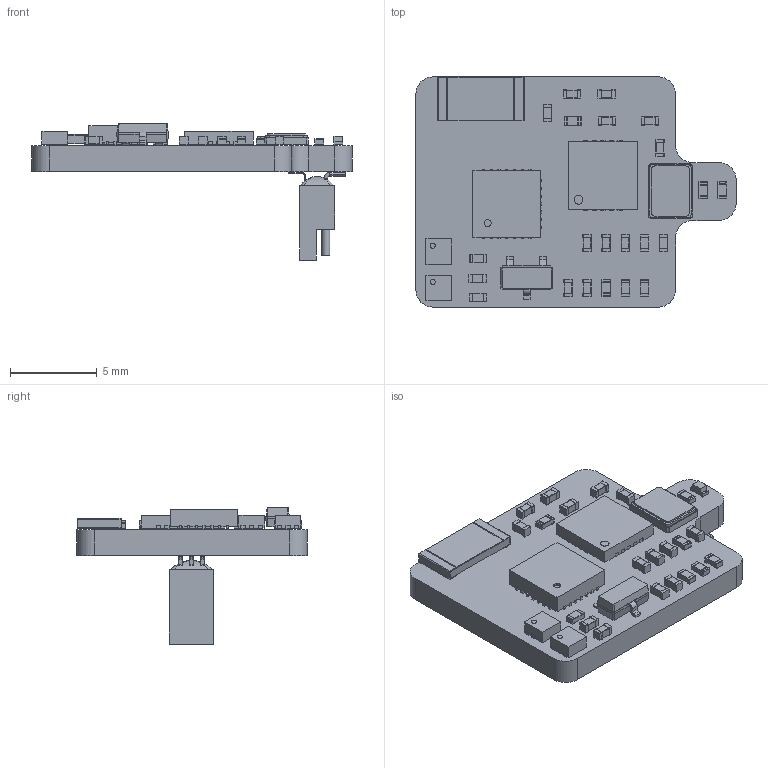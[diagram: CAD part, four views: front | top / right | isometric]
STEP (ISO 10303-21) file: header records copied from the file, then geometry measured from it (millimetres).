
FILE_DESCRIPTION(('KiCad electronic assembly'),'2;1');
FILE_NAME('dg_main_block.step','2020-11-24T13:58:38',('An Author'),( 'A Company'),'Open CASCADE STEP processor 6.9', 'KiCad to STEP converter','Unknown');
FILE_SCHEMA(('AUTOMOTIVE_DESIGN { 1 0 10303 214 1 1 1 1 }'));
Length unit declared in the file: millimetre
Products named in the file (24): Open CASCADE STEP translator 6.9 1; C_0402_1005Metric; SOLID; R_0402_1005Metric; LED_0402_1005Metric; A79607-001; R_2010_5025Metric; QFN-28-1EP_4x4mm_P0.45mm_EP2.4x2.4mm; SOT-23; WSON-6_1.5x1.5mm_P0.5mm; QFN-20-1EP_4x4mm_P0.5mm_EP2.5x2.5mm; Crystal_SMD_3225-4Pin_3.2x2.5mm; L_0402_1005Metric
Assembly tree (42 placements, depth 3):
  Open CASCADE STEP translator 6.9 1
    C_0402_1005Metric  x11
      SOLID
    R_0402_1005Metric  x7
      SOLID
    LED_0402_1005Metric
      SOLID
    A79607-001
      SOLID
    R_2010_5025Metric
      SOLID
    QFN-28-1EP_4x4mm_P0.45mm_EP2.4x2.4mm
      SOLID
    SOT-23
      SOLID
    WSON-6_1.5x1.5mm_P0.5mm  x2
      SOLID
    QFN-20-1EP_4x4mm_P0.5mm_EP2.5x2.5mm
      SOLID
    Crystal_SMD_3225-4Pin_3.2x2.5mm
      SOLID
    L_0402_1005Metric  x3
      SOLID
    SOLID
Bounding box: 18.5 x 13.3 x 7.87 mm (x, y, z)
Volume: 383.2 mm3; surface area: 842.2 mm2
Topology: 31 solids, 31 shells, 1272 faces, 3398 edges, 2227 vertices
Faces by surface type: plane 891, cylinder 336, bspline 33, torus 6, cone 6
Full cylindrical faces by diameter (mm): 0.3 x2, 0.4 x1, 0.5 x1
Entity records: 56087 total; most frequent: CARTESIAN_POINT 11342, DIRECTION 7431, LINE 5234, VECTOR 5234, ORIENTED_EDGE 3986, PCURVE 3986, DEFINITIONAL_REPRESENTATION 3986, EDGE_CURVE 1993
